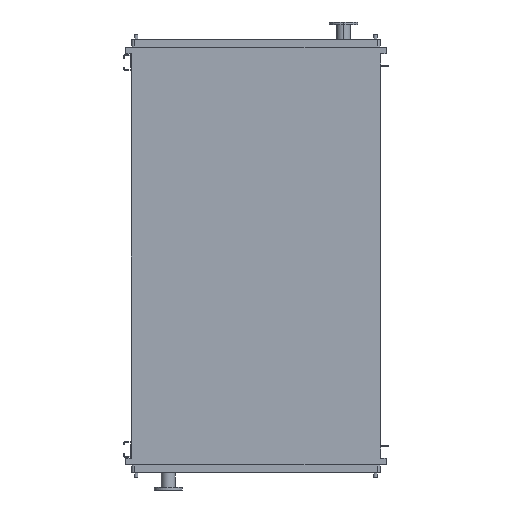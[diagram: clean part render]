
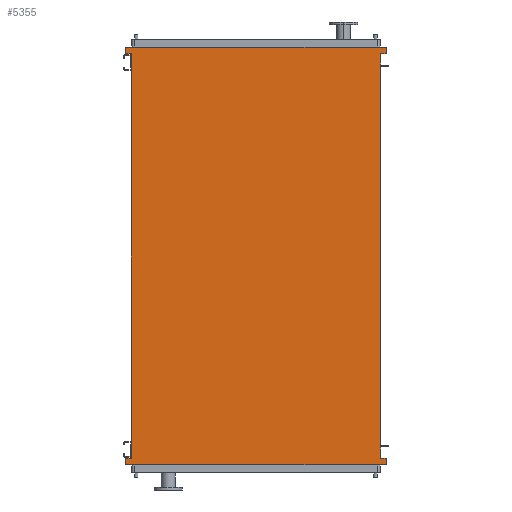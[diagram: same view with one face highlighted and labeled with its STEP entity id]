
A CAD part, front view. The second image highlights one B-rep face of the part: STEP entity #5355.
In plain terms, the highlighted planar face has unit normal (0, -1, 0).
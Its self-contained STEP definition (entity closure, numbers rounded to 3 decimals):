
#160 = DIRECTION ( 'NONE',  ( 0., 0., -1. ) ) ;
#302 = VERTEX_POINT ( 'NONE', #8120 ) ;
#426 = VECTOR ( 'NONE', #3812, 1000. ) ;
#604 = EDGE_CURVE ( 'NONE', #9228, #11779, #5012, .T. ) ;
#914 = DIRECTION ( 'NONE',  ( 0., 0., 1. ) ) ;
#1002 = CARTESIAN_POINT ( 'NONE',  ( -1011., 0., -3093. ) ) ;
#1029 = ORIENTED_EDGE ( 'NONE', *, *, #8805, .F. ) ;
#1118 = PLANE ( 'NONE',  #1238 ) ;
#1238 = AXIS2_PLACEMENT_3D ( 'NONE', #8910, #7946, #160 ) ;
#1255 = DIRECTION ( 'NONE',  ( 0., 0., -1. ) ) ;
#1301 = VECTOR ( 'NONE', #9450, 1000. ) ;
#1433 = DIRECTION ( 'NONE',  ( 0., 0., 1. ) ) ;
#1436 = DIRECTION ( 'NONE',  ( -1., 0., 0. ) ) ;
#1470 = VERTEX_POINT ( 'NONE', #3506 ) ;
#1504 = VERTEX_POINT ( 'NONE', #2422 ) ;
#1665 = CARTESIAN_POINT ( 'NONE',  ( 1011., 0., -3145. ) ) ;
#1814 = CARTESIAN_POINT ( 'NONE',  ( 1011., 0., -3093. ) ) ;
#1870 = LINE ( 'NONE', #5828, #8616 ) ;
#2054 = ORIENTED_EDGE ( 'NONE', *, *, #12491, .F. ) ;
#2175 = VECTOR ( 'NONE', #10786, 1000. ) ;
#2198 = LINE ( 'NONE', #6037, #12556 ) ;
#2343 = LINE ( 'NONE', #2626, #4508 ) ;
#2414 = DIRECTION ( 'NONE',  ( 0., 0., -1. ) ) ;
#2422 = CARTESIAN_POINT ( 'NONE',  ( -1011., 0., 95. ) ) ;
#2526 = VERTEX_POINT ( 'NONE', #4904 ) ;
#2626 = CARTESIAN_POINT ( 'NONE',  ( 1011., 0., -3145. ) ) ;
#2757 = VECTOR ( 'NONE', #1433, 1000. ) ;
#2798 = VERTEX_POINT ( 'NONE', #5818 ) ;
#3323 = VECTOR ( 'NONE', #8958, 1000. ) ;
#3506 = CARTESIAN_POINT ( 'NONE',  ( 1011., 0., 43. ) ) ;
#3812 = DIRECTION ( 'NONE',  ( 0., 0., 1. ) ) ;
#3896 = ORIENTED_EDGE ( 'NONE', *, *, #10275, .F. ) ;
#3925 = VERTEX_POINT ( 'NONE', #1002 ) ;
#4022 = ORIENTED_EDGE ( 'NONE', *, *, #6131, .F. ) ;
#4050 = EDGE_CURVE ( 'NONE', #8082, #2526, #2343, .T. ) ;
#4381 = LINE ( 'NONE', #7307, #2757 ) ;
#4486 = CARTESIAN_POINT ( 'NONE',  ( 965., 0., -3093. ) ) ;
#4508 = VECTOR ( 'NONE', #1436, 1000. ) ;
#4707 = DIRECTION ( 'NONE',  ( -1., 0., 0. ) ) ;
#4830 = EDGE_CURVE ( 'NONE', #2526, #3925, #12573, .T. ) ;
#4877 = FACE_OUTER_BOUND ( 'NONE', #10568, .T. ) ;
#4904 = CARTESIAN_POINT ( 'NONE',  ( -1011., 0., -3145. ) ) ;
#5012 = LINE ( 'NONE', #4486, #11441 ) ;
#5287 = CARTESIAN_POINT ( 'NONE',  ( 1011., 0., 43. ) ) ;
#5355 = ADVANCED_FACE ( 'NONE', ( #4877 ), #1118, .T. ) ;
#5367 = VERTEX_POINT ( 'NONE', #11728 ) ;
#5613 = CARTESIAN_POINT ( 'NONE',  ( 965., 0., 43. ) ) ;
#5800 = ORIENTED_EDGE ( 'NONE', *, *, #10439, .T. ) ;
#5806 = ORIENTED_EDGE ( 'NONE', *, *, #7262, .F. ) ;
#5818 = CARTESIAN_POINT ( 'NONE',  ( 1011., 0., 95. ) ) ;
#5828 = CARTESIAN_POINT ( 'NONE',  ( -1011., 0., 95. ) ) ;
#5854 = LINE ( 'NONE', #9554, #2175 ) ;
#5915 = VECTOR ( 'NONE', #2414, 1000. ) ;
#6037 = CARTESIAN_POINT ( 'NONE',  ( -1011., 0., -3093. ) ) ;
#6091 = LINE ( 'NONE', #10762, #3323 ) ;
#6092 = ORIENTED_EDGE ( 'NONE', *, *, #9739, .F. ) ;
#6100 = DIRECTION ( 'NONE',  ( 1., 0., 0. ) ) ;
#6131 = EDGE_CURVE ( 'NONE', #12444, #12514, #6748, .T. ) ;
#6256 = LINE ( 'NONE', #5287, #5915 ) ;
#6748 = LINE ( 'NONE', #11684, #11066 ) ;
#7118 = EDGE_CURVE ( 'NONE', #12514, #1504, #1870, .T. ) ;
#7220 = LINE ( 'NONE', #5613, #1301 ) ;
#7243 = DIRECTION ( 'NONE',  ( 1., 0., 0. ) ) ;
#7262 = EDGE_CURVE ( 'NONE', #1504, #2798, #6091, .T. ) ;
#7307 = CARTESIAN_POINT ( 'NONE',  ( 965., 0., -3050. ) ) ;
#7946 = DIRECTION ( 'NONE',  ( 0., -1., 0. ) ) ;
#7947 = ORIENTED_EDGE ( 'NONE', *, *, #10680, .F. ) ;
#8002 = ORIENTED_EDGE ( 'NONE', *, *, #7118, .F. ) ;
#8033 = LINE ( 'NONE', #10143, #10927 ) ;
#8082 = VERTEX_POINT ( 'NONE', #1665 ) ;
#8120 = CARTESIAN_POINT ( 'NONE',  ( 965., 0., 43. ) ) ;
#8616 = VECTOR ( 'NONE', #914, 1000. ) ;
#8694 = ORIENTED_EDGE ( 'NONE', *, *, #604, .F. ) ;
#8725 = CARTESIAN_POINT ( 'NONE',  ( -1011., 0., 43. ) ) ;
#8805 = EDGE_CURVE ( 'NONE', #1470, #302, #7220, .T. ) ;
#8910 = CARTESIAN_POINT ( 'NONE',  ( -965., 0., -3050. ) ) ;
#8958 = DIRECTION ( 'NONE',  ( 1., 0., 0. ) ) ;
#9228 = VERTEX_POINT ( 'NONE', #9344 ) ;
#9344 = CARTESIAN_POINT ( 'NONE',  ( 965., 0., -3093. ) ) ;
#9450 = DIRECTION ( 'NONE',  ( -1., 0., 0. ) ) ;
#9554 = CARTESIAN_POINT ( 'NONE',  ( -965., 0., -3050. ) ) ;
#9739 = EDGE_CURVE ( 'NONE', #2798, #1470, #6256, .T. ) ;
#9800 = ORIENTED_EDGE ( 'NONE', *, *, #4830, .F. ) ;
#10143 = CARTESIAN_POINT ( 'NONE',  ( 1011., 0., -3093. ) ) ;
#10275 = EDGE_CURVE ( 'NONE', #11779, #8082, #8033, .T. ) ;
#10277 = CARTESIAN_POINT ( 'NONE',  ( -965., 0., 43. ) ) ;
#10439 = EDGE_CURVE ( 'NONE', #9228, #302, #4381, .T. ) ;
#10568 = EDGE_LOOP ( 'NONE', ( #5800, #1029, #6092, #5806, #8002, #4022, #2054, #7947, #9800, #12016, #3896, #8694 ) ) ;
#10680 = EDGE_CURVE ( 'NONE', #3925, #5367, #2198, .T. ) ;
#10762 = CARTESIAN_POINT ( 'NONE',  ( 1011., 0., 95. ) ) ;
#10786 = DIRECTION ( 'NONE',  ( 0., 0., 1. ) ) ;
#10927 = VECTOR ( 'NONE', #1255, 1000. ) ;
#11066 = VECTOR ( 'NONE', #4707, 1000. ) ;
#11441 = VECTOR ( 'NONE', #7243, 1000. ) ;
#11684 = CARTESIAN_POINT ( 'NONE',  ( -1011., 0., 43. ) ) ;
#11728 = CARTESIAN_POINT ( 'NONE',  ( -965., 0., -3093. ) ) ;
#11779 = VERTEX_POINT ( 'NONE', #1814 ) ;
#12016 = ORIENTED_EDGE ( 'NONE', *, *, #4050, .F. ) ;
#12444 = VERTEX_POINT ( 'NONE', #10277 ) ;
#12491 = EDGE_CURVE ( 'NONE', #5367, #12444, #5854, .T. ) ;
#12510 = CARTESIAN_POINT ( 'NONE',  ( -1011., 0., -3145. ) ) ;
#12514 = VERTEX_POINT ( 'NONE', #8725 ) ;
#12556 = VECTOR ( 'NONE', #6100, 1000. ) ;
#12573 = LINE ( 'NONE', #12510, #426 ) ;
